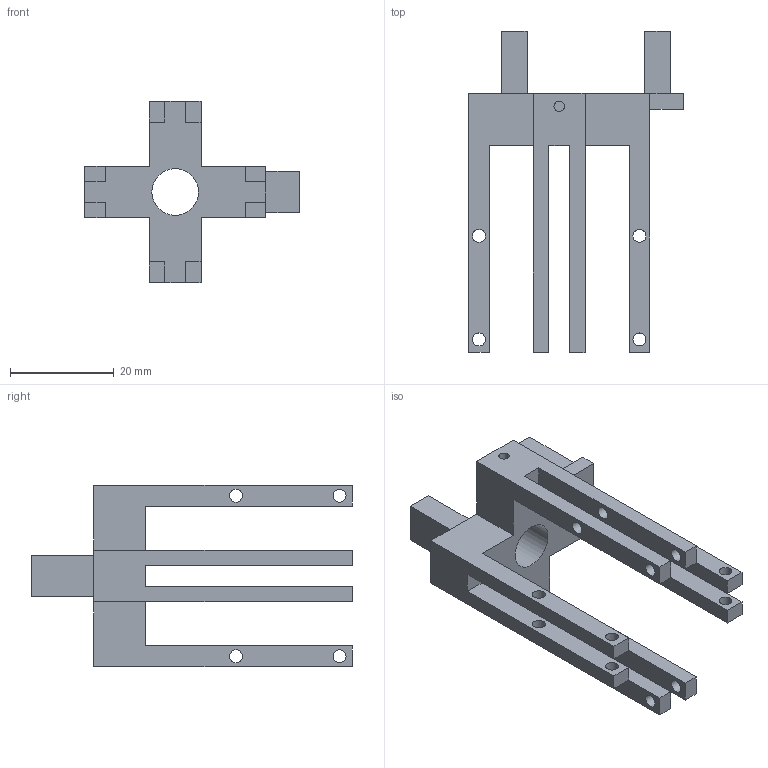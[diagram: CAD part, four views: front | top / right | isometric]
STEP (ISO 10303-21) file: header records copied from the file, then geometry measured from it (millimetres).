
FILE_DESCRIPTION(/* description */ (''),/* implementation_level */ '2;1');
FILE_NAME(/* name */ 'gripper-frame.stp',/* time_stamp */ '2023-07-12T16:02:47+05:30',/* author */ ('hrush'),/* organization */ (''),/* preprocessor_version */ 'ST-DEVELOPER v19',/* originating_system */ 'Autodesk Inventor 2023',/* authorisation */ '');
FILE_SCHEMA (('AUTOMOTIVE_DESIGN { 1 0 10303 214 3 1 1 }'));
Length unit declared in the file: centimetre
Products named in the file (1): gripper-frame
Bounding box: 41.5 x 62 x 35 mm (x, y, z)
Volume: 10021.4 mm3; surface area: 8348.1 mm2
Topology: 1 solids, 1 shells, 74 faces, 205 edges, 136 vertices
Faces by surface type: plane 55, cylinder 19
Full cylindrical faces by diameter (mm): 2 x2, 2.5 x16, 9 x1
Entity records: 2462 total; most frequent: CARTESIAN_POINT 416, ORIENTED_EDGE 410, DIRECTION 393, EDGE_CURVE 205, LINE 167, VECTOR 167, VERTEX_POINT 136, AXIS2_PLACEMENT_3D 113
